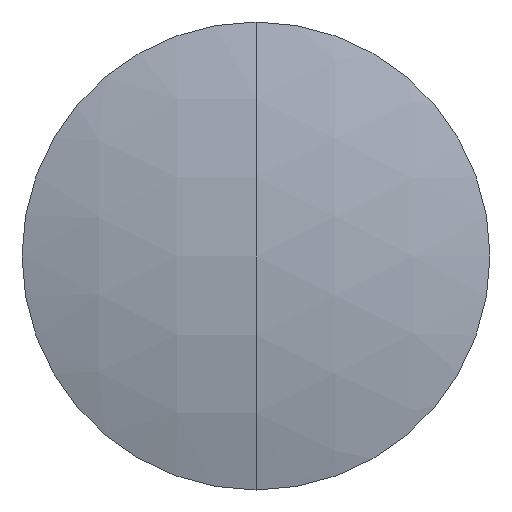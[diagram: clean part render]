
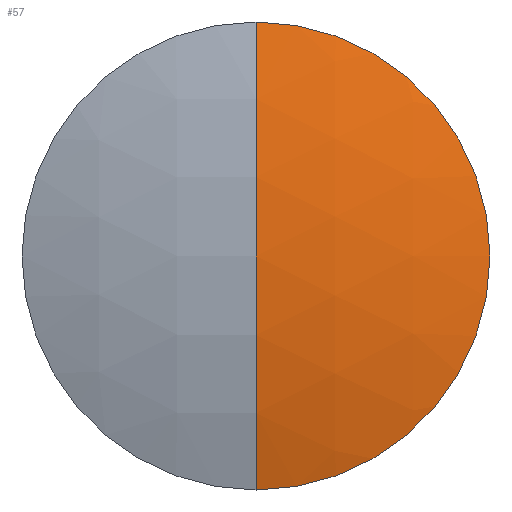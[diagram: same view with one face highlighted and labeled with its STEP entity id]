
A CAD part, left-side view. The second image highlights one B-rep face of the part: STEP entity #57.
In plain terms, the highlighted spherical face has radius 43.95 mm.
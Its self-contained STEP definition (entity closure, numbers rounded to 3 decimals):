
#19 = CARTESIAN_POINT ( 'NONE',  ( 99.854, 0., 0. ) ) ;
#28 = CARTESIAN_POINT ( 'NONE',  ( 99.854, 0., 0. ) ) ;
#30 = DIRECTION ( 'NONE',  ( 0., -1., 0. ) ) ;
#35 = DIRECTION ( 'NONE',  ( 0., -1., 0. ) ) ;
#46 = AXIS2_PLACEMENT_3D ( 'NONE', #54, #91, #80 ) ;
#54 = CARTESIAN_POINT ( 'NONE',  ( 99.854, 0., 0. ) ) ;
#57 = ADVANCED_FACE ( 'NONE', ( #242 ), #195, .T. ) ;
#60 = VERTEX_POINT ( 'NONE', #136 ) ;
#65 = DIRECTION ( 'NONE',  ( 0., 0., -1. ) ) ;
#80 = DIRECTION ( 'NONE',  ( 0., 0., 1. ) ) ;
#91 = DIRECTION ( 'NONE',  ( 0., 1., 0. ) ) ;
#93 = AXIS2_PLACEMENT_3D ( 'NONE', #233, #224, #227 ) ;
#103 = EDGE_LOOP ( 'NONE', ( #206, #109, #105 ) ) ;
#105 = ORIENTED_EDGE ( 'NONE', *, *, #184, .F. ) ;
#109 = ORIENTED_EDGE ( 'NONE', *, *, #330, .T. ) ;
#119 = VERTEX_POINT ( 'NONE', #277 ) ;
#136 = CARTESIAN_POINT ( 'NONE',  ( 55.904, 0., 0. ) ) ;
#140 = EDGE_CURVE ( 'NONE', #262, #119, #154, .T. ) ;
#154 = CIRCLE ( 'NONE', #93, 12.7 ) ;
#155 = CIRCLE ( 'NONE', #252, 43.95 ) ;
#184 = EDGE_CURVE ( 'NONE', #262, #60, #340, .T. ) ;
#195 = SPHERICAL_SURFACE ( 'NONE', #246, 43.95 ) ;
#206 = ORIENTED_EDGE ( 'NONE', *, *, #140, .T. ) ;
#211 = CARTESIAN_POINT ( 'NONE',  ( 57.779, 0., -12.7 ) ) ;
#224 = DIRECTION ( 'NONE',  ( -1., 0., 0. ) ) ;
#227 = DIRECTION ( 'NONE',  ( 0., 0., 1. ) ) ;
#233 = CARTESIAN_POINT ( 'NONE',  ( 57.779, 0., 0. ) ) ;
#242 = FACE_OUTER_BOUND ( 'NONE', #103, .T. ) ;
#246 = AXIS2_PLACEMENT_3D ( 'NONE', #19, #35, #65 ) ;
#251 = DIRECTION ( 'NONE',  ( 0., 0., -1. ) ) ;
#252 = AXIS2_PLACEMENT_3D ( 'NONE', #28, #30, #251 ) ;
#262 = VERTEX_POINT ( 'NONE', #211 ) ;
#277 = CARTESIAN_POINT ( 'NONE',  ( 57.779, 0., 12.7 ) ) ;
#330 = EDGE_CURVE ( 'NONE', #119, #60, #155, .T. ) ;
#340 = CIRCLE ( 'NONE', #46, 43.95 ) ;
